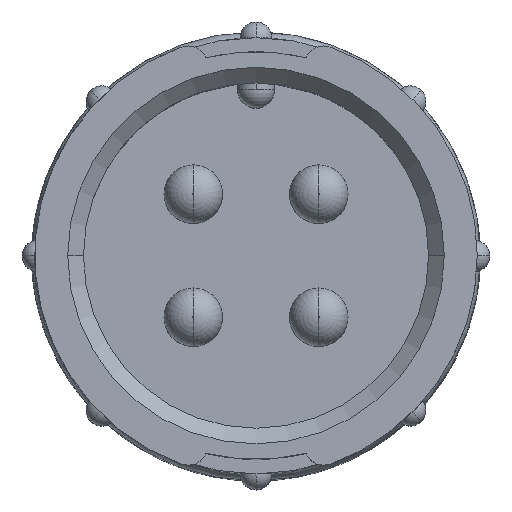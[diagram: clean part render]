
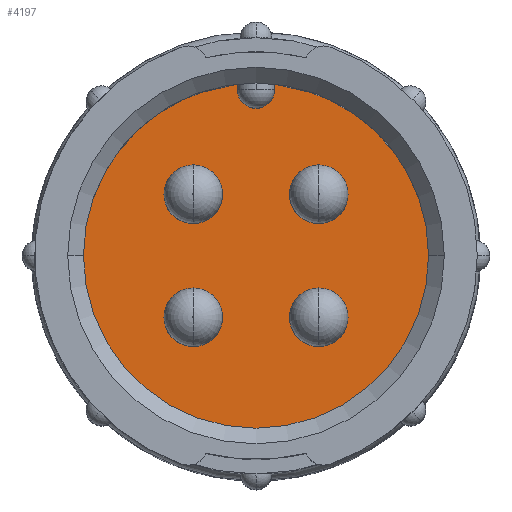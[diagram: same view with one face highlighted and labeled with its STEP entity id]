
A CAD part, top view. The second image highlights one B-rep face of the part: STEP entity #4197.
In plain terms, the highlighted planar face has unit normal (0, 0, 1).
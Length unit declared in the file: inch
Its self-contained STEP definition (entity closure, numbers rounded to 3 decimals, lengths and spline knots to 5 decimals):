
#49 = DIRECTION ( 'NONE',  ( 1., 0., 0. ) ) ;
#51 = DIRECTION ( 'NONE',  ( 0., 0., 1. ) ) ;
#52 = CARTESIAN_POINT ( 'NONE',  ( 0.1, -0.098, -0.305 ) ) ;
#397 = DIRECTION ( 'NONE',  ( 1., 0., 0. ) ) ;
#398 = DIRECTION ( 'NONE',  ( 0., 0., 1. ) ) ;
#402 = CARTESIAN_POINT ( 'NONE',  ( 0., 0., -0.305 ) ) ;
#491 = DIRECTION ( 'NONE',  ( 1., 0., 0. ) ) ;
#492 = DIRECTION ( 'NONE',  ( 0., 0., 1. ) ) ;
#493 = CARTESIAN_POINT ( 'NONE',  ( 0.1, 0.098, -0.305 ) ) ;
#581 = DIRECTION ( 'NONE',  ( 0., 1., 0. ) ) ;
#582 = CARTESIAN_POINT ( 'NONE',  ( -0.03, 0.265, -0.305 ) ) ;
#583 = LINE ( 'NONE', #582, #5925 ) ;
#811 = DIRECTION ( 'NONE',  ( 1., 0., 0. ) ) ;
#812 = DIRECTION ( 'NONE',  ( 0., 0., 1. ) ) ;
#813 = CARTESIAN_POINT ( 'NONE',  ( -0.1, 0.098, -0.305 ) ) ;
#1355 = DIRECTION ( 'NONE',  ( 1., 0., 0. ) ) ;
#1356 = DIRECTION ( 'NONE',  ( 0., 0., 1. ) ) ;
#1357 = CARTESIAN_POINT ( 'NONE',  ( -0.1, 0.098, -0.305 ) ) ;
#1384 = DIRECTION ( 'NONE',  ( 1., 0., 0. ) ) ;
#1385 = DIRECTION ( 'NONE',  ( 0., 0., 1. ) ) ;
#1386 = CARTESIAN_POINT ( 'NONE',  ( 0.1, 0.098, -0.305 ) ) ;
#2031 = VERTEX_POINT ( 'NONE', #4999 ) ;
#2054 = VERTEX_POINT ( 'NONE', #2729 ) ;
#2101 = VERTEX_POINT ( 'NONE', #2634 ) ;
#2132 = VERTEX_POINT ( 'NONE', #2568 ) ;
#2134 = VERTEX_POINT ( 'NONE', #2565 ) ;
#2137 = VERTEX_POINT ( 'NONE', #2564 ) ;
#2145 = VERTEX_POINT ( 'NONE', #2553 ) ;
#2224 = VERTEX_POINT ( 'NONE', #2530 ) ;
#2276 = EDGE_LOOP ( 'NONE', ( #3542, #3580 ) ) ;
#2313 = EDGE_LOOP ( 'NONE', ( #3593, #3538 ) ) ;
#2359 = EDGE_LOOP ( 'NONE', ( #3497, #3417 ) ) ;
#2364 = VERTEX_POINT ( 'NONE', #2668 ) ;
#2366 = VERTEX_POINT ( 'NONE', #2659 ) ;
#2410 = VERTEX_POINT ( 'NONE', #2610 ) ;
#2423 = VERTEX_POINT ( 'NONE', #2603 ) ;
#2475 = EDGE_LOOP ( 'NONE', ( #3539, #3584, #3604, #3419, #3579, #3526 ) ) ;
#2484 = VERTEX_POINT ( 'NONE', #2522 ) ;
#2501 = VERTEX_POINT ( 'NONE', #2552 ) ;
#2507 = EDGE_LOOP ( 'NONE', ( #3515, #3423 ) ) ;
#2522 = CARTESIAN_POINT ( 'NONE',  ( 0.03, 0.265, -0.305 ) ) ;
#2530 = CARTESIAN_POINT ( 'NONE',  ( 0.1, -0.05132, -0.305 ) ) ;
#2552 = CARTESIAN_POINT ( 'NONE',  ( -0.03, 0.27336, -0.305 ) ) ;
#2553 = CARTESIAN_POINT ( 'NONE',  ( 0.1, 0.14468, -0.305 ) ) ;
#2564 = CARTESIAN_POINT ( 'NONE',  ( -0.1, 0.05132, -0.305 ) ) ;
#2565 = CARTESIAN_POINT ( 'NONE',  ( -0.1, -0.05132, -0.305 ) ) ;
#2568 = CARTESIAN_POINT ( 'NONE',  ( -0.1, -0.14468, -0.305 ) ) ;
#2603 = CARTESIAN_POINT ( 'NONE',  ( -0.03, 0.265, -0.305 ) ) ;
#2610 = CARTESIAN_POINT ( 'NONE',  ( 0.275, 0., -0.305 ) ) ;
#2634 = CARTESIAN_POINT ( 'NONE',  ( 0.1, -0.14468, -0.305 ) ) ;
#2659 = CARTESIAN_POINT ( 'NONE',  ( -0.275, 0., -0.305 ) ) ;
#2668 = CARTESIAN_POINT ( 'NONE',  ( 0.03, 0.27336, -0.305 ) ) ;
#2729 = CARTESIAN_POINT ( 'NONE',  ( -0.1, 0.14468, -0.305 ) ) ;
#2744 = LINE ( 'NONE', #2770, #4865 ) ;
#2770 = CARTESIAN_POINT ( 'NONE',  ( 0.03, 0.27336, -0.305 ) ) ;
#2782 = CARTESIAN_POINT ( 'NONE',  ( 0., 0., -0.305 ) ) ;
#2836 = DIRECTION ( 'NONE',  ( 0., 0., 1. ) ) ;
#2898 = DIRECTION ( 'NONE',  ( 1., 0., 0. ) ) ;
#2922 = DIRECTION ( 'NONE',  ( 0., -1., 0. ) ) ;
#2955 = DIRECTION ( 'NONE',  ( 1., 0., 0. ) ) ;
#2956 = DIRECTION ( 'NONE',  ( 0., 0., -1. ) ) ;
#2957 = CARTESIAN_POINT ( 'NONE',  ( 0., 0.265, -0.305 ) ) ;
#2986 = DIRECTION ( 'NONE',  ( 1., 0., 0. ) ) ;
#2987 = DIRECTION ( 'NONE',  ( 0., 0., 1. ) ) ;
#2988 = CARTESIAN_POINT ( 'NONE',  ( 0., 0.265, -0.305 ) ) ;
#2989 = PLANE ( 'NONE',  #4851 ) ;
#3038 = DIRECTION ( 'NONE',  ( 1., 0., 0. ) ) ;
#3039 = DIRECTION ( 'NONE',  ( 0., 0., 1. ) ) ;
#3040 = CARTESIAN_POINT ( 'NONE',  ( -0.1, -0.098, -0.305 ) ) ;
#3327 = DIRECTION ( 'NONE',  ( 1., 0., 0. ) ) ;
#3328 = DIRECTION ( 'NONE',  ( 0., 0., 1. ) ) ;
#3329 = CARTESIAN_POINT ( 'NONE',  ( -0.1, -0.098, -0.305 ) ) ;
#3344 = DIRECTION ( 'NONE',  ( 1., 0., 0. ) ) ;
#3345 = DIRECTION ( 'NONE',  ( 0., 0., 1. ) ) ;
#3346 = CARTESIAN_POINT ( 'NONE',  ( 0.1, -0.098, -0.305 ) ) ;
#3417 = ORIENTED_EDGE ( 'NONE', *, *, #4184, .F. ) ;
#3419 = ORIENTED_EDGE ( 'NONE', *, *, #3855, .T. ) ;
#3423 = ORIENTED_EDGE ( 'NONE', *, *, #4366, .F. ) ;
#3497 = ORIENTED_EDGE ( 'NONE', *, *, #4061, .F. ) ;
#3515 = ORIENTED_EDGE ( 'NONE', *, *, #3692, .F. ) ;
#3526 = ORIENTED_EDGE ( 'NONE', *, *, #4254, .T. ) ;
#3538 = ORIENTED_EDGE ( 'NONE', *, *, #4449, .F. ) ;
#3539 = ORIENTED_EDGE ( 'NONE', *, *, #4204, .T. ) ;
#3542 = ORIENTED_EDGE ( 'NONE', *, *, #4037, .F. ) ;
#3579 = ORIENTED_EDGE ( 'NONE', *, *, #4221, .T. ) ;
#3580 = ORIENTED_EDGE ( 'NONE', *, *, #4554, .F. ) ;
#3584 = ORIENTED_EDGE ( 'NONE', *, *, #4426, .T. ) ;
#3593 = ORIENTED_EDGE ( 'NONE', *, *, #3687, .F. ) ;
#3604 = ORIENTED_EDGE ( 'NONE', *, *, #4478, .T. ) ;
#3687 = EDGE_CURVE ( 'NONE', #2145, #2031, #4076, .T. ) ;
#3692 = EDGE_CURVE ( 'NONE', #2054, #2137, #4073, .T. ) ;
#3768 = CIRCLE ( 'NONE', #5844, 0.04668 ) ;
#3817 = CIRCLE ( 'NONE', #5593, 0.275 ) ;
#3836 = CIRCLE ( 'NONE', #5677, 0.04668 ) ;
#3855 = EDGE_CURVE ( 'NONE', #2366, #2410, #4049, .T. ) ;
#3889 = CIRCLE ( 'NONE', #5873, 0.04668 ) ;
#3974 = CIRCLE ( 'NONE', #4838, 0.275 ) ;
#3981 = CIRCLE ( 'NONE', #4690, 0.03 ) ;
#3993 = CIRCLE ( 'NONE', #4650, 0.04668 ) ;
#4028 = CIRCLE ( 'NONE', #4917, 0.04668 ) ;
#4033 = CIRCLE ( 'NONE', #4725, 0.04668 ) ;
#4037 = EDGE_CURVE ( 'NONE', #2224, #2101, #4033, .T. ) ;
#4049 = CIRCLE ( 'NONE', #4867, 0.275 ) ;
#4061 = EDGE_CURVE ( 'NONE', #2134, #2132, #4028, .T. ) ;
#4073 = CIRCLE ( 'NONE', #4622, 0.04668 ) ;
#4076 = CIRCLE ( 'NONE', #4966, 0.04668 ) ;
#4184 = EDGE_CURVE ( 'NONE', #2132, #2134, #3993, .T. ) ;
#4197 = ADVANCED_FACE ( 'NONE', ( #4901, #4863, #4943, #4982, #4992 ), #2989, .T. ) ;
#4204 = EDGE_CURVE ( 'NONE', #2484, #2423, #3981, .T. ) ;
#4221 = EDGE_CURVE ( 'NONE', #2410, #2364, #3974, .T. ) ;
#4254 = EDGE_CURVE ( 'NONE', #2364, #2484, #2744, .T. ) ;
#4366 = EDGE_CURVE ( 'NONE', #2137, #2054, #3889, .T. ) ;
#4426 = EDGE_CURVE ( 'NONE', #2423, #2501, #583, .T. ) ;
#4449 = EDGE_CURVE ( 'NONE', #2031, #2145, #3836, .T. ) ;
#4478 = EDGE_CURVE ( 'NONE', #2501, #2366, #3817, .T. ) ;
#4554 = EDGE_CURVE ( 'NONE', #2101, #2224, #3768, .T. ) ;
#4622 = AXIS2_PLACEMENT_3D ( 'NONE', #1357, #1356, #1355 ) ;
#4650 = AXIS2_PLACEMENT_3D ( 'NONE', #3040, #3039, #3038 ) ;
#4690 = AXIS2_PLACEMENT_3D ( 'NONE', #2957, #2956, #2955 ) ;
#4725 = AXIS2_PLACEMENT_3D ( 'NONE', #3346, #3345, #3344 ) ;
#4838 = AXIS2_PLACEMENT_3D ( 'NONE', #2782, #2836, #2898 ) ;
#4851 = AXIS2_PLACEMENT_3D ( 'NONE', #2988, #2987, #2986 ) ;
#4863 = FACE_BOUND ( 'NONE', #2276, .T. ) ;
#4865 = VECTOR ( 'NONE', #2922, 39.37008 ) ;
#4867 = AXIS2_PLACEMENT_3D ( 'NONE', #5418, #5420, #5422 ) ;
#4901 = FACE_BOUND ( 'NONE', #2359, .T. ) ;
#4917 = AXIS2_PLACEMENT_3D ( 'NONE', #3329, #3328, #3327 ) ;
#4943 = FACE_OUTER_BOUND ( 'NONE', #2475, .T. ) ;
#4966 = AXIS2_PLACEMENT_3D ( 'NONE', #1386, #1385, #1384 ) ;
#4982 = FACE_BOUND ( 'NONE', #2507, .T. ) ;
#4992 = FACE_BOUND ( 'NONE', #2313, .T. ) ;
#4999 = CARTESIAN_POINT ( 'NONE',  ( 0.1, 0.05132, -0.305 ) ) ;
#5418 = CARTESIAN_POINT ( 'NONE',  ( 0., 0., -0.305 ) ) ;
#5420 = DIRECTION ( 'NONE',  ( 0., 0., 1. ) ) ;
#5422 = DIRECTION ( 'NONE',  ( 1., 0., 0. ) ) ;
#5593 = AXIS2_PLACEMENT_3D ( 'NONE', #402, #398, #397 ) ;
#5677 = AXIS2_PLACEMENT_3D ( 'NONE', #493, #492, #491 ) ;
#5844 = AXIS2_PLACEMENT_3D ( 'NONE', #52, #51, #49 ) ;
#5873 = AXIS2_PLACEMENT_3D ( 'NONE', #813, #812, #811 ) ;
#5925 = VECTOR ( 'NONE', #581, 39.37008 ) ;
